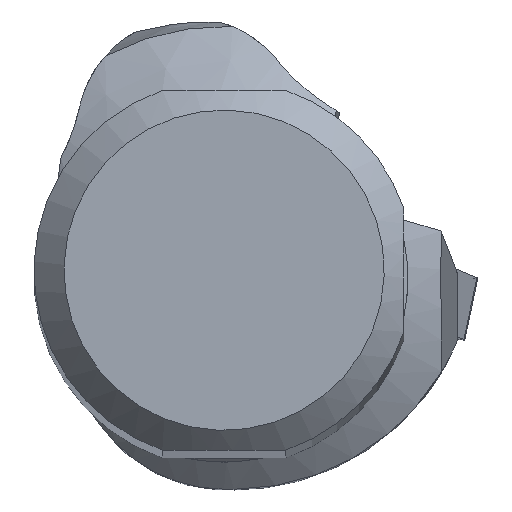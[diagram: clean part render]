
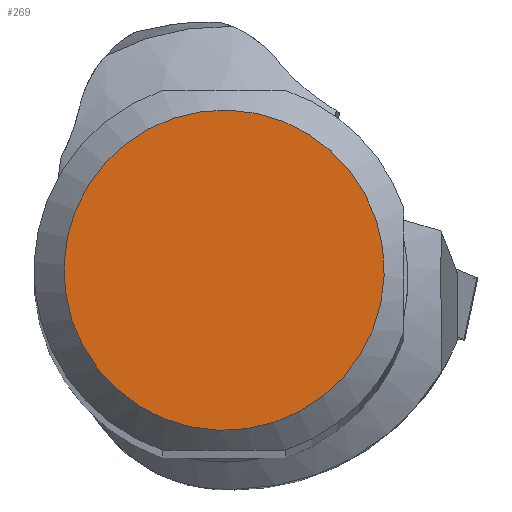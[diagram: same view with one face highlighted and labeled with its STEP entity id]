
A CAD part, top view. The second image highlights one B-rep face of the part: STEP entity #269.
In plain terms, the highlighted planar face has unit normal (0, 0, 1).
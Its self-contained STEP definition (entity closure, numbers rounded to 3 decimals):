
#205=FACE_OUTER_BOUND('',#534,.T.);
#269=ADVANCED_FACE('CU_SU_BP3',(#205),#321,.F.);
#321=PLANE('',#1379);
#534=EDGE_LOOP('',(#741));
#741=ORIENTED_EDGE('',*,*,#1122,.T.);
#992=VERTEX_POINT('',#2074);
#1122=EDGE_CURVE('',#992,#992,#1221,.T.);
#1221=CIRCLE('',#1364,8.016);
#1364=AXIS2_PLACEMENT_3D('',#2073,#1610,#1611);
#1379=AXIS2_PLACEMENT_3D('',#2178,#1648,#1649);
#1610=DIRECTION('',(0.,0.,1.));
#1611=DIRECTION('',(-0.979,0.206,0.));
#1648=DIRECTION('',(0.,0.,-1.));
#1649=DIRECTION('',(-0.979,0.206,0.));
#2073=CARTESIAN_POINT('',(0.,0.,0.));
#2074=CARTESIAN_POINT('',(-7.844,1.653,0.));
#2178=CARTESIAN_POINT('',(-9.516,0.,0.));
